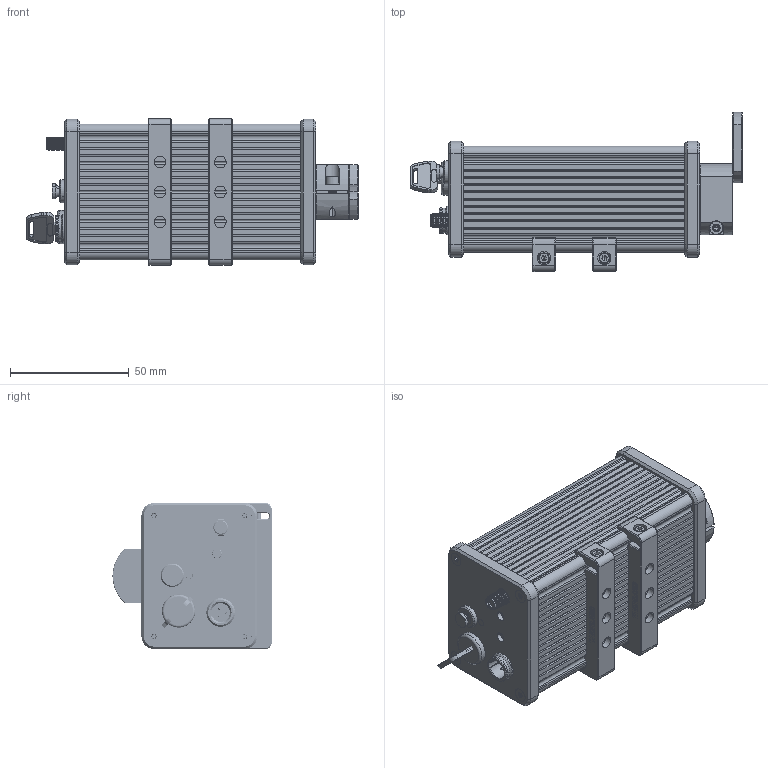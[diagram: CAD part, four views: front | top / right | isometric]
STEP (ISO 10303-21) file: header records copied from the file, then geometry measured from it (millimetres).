
FILE_DESCRIPTION (( 'STEP AP214' ), '1' );
FILE_NAME ('NPL64B.STEP', '2017-07-18T13:42:08', ( 'admin' ), ( '' ), 'SwSTEP 2.0', 'SolidWorks 2014', '' );
FILE_SCHEMA (( 'AUTOMOTIVE_DESIGN' ));
Length unit declared in the file: millimetre
Products named in the file (1): NPL64B
Bounding box: 139.55 x 66.87 x 61.47 mm (x, y, z)
Surface area: 96812.6 mm2 (no closed solid volume)
Topology: 0 solids, 38 shells, 3993 faces, 11092 edges, 7365 vertices
Faces by surface type: plane 1522, cylinder 1441, bspline 533, cone 487, torus 10
Entity records: 286239 total; most frequent: CARTESIAN_POINT 148579, ORIENTED_EDGE 22018, DIRECTION 15363, EDGE_CURVE 11078, VERTEX_POINT 7365, VECTOR 5281, LINE 5281, AXIS2_PLACEMENT_3D 5041
